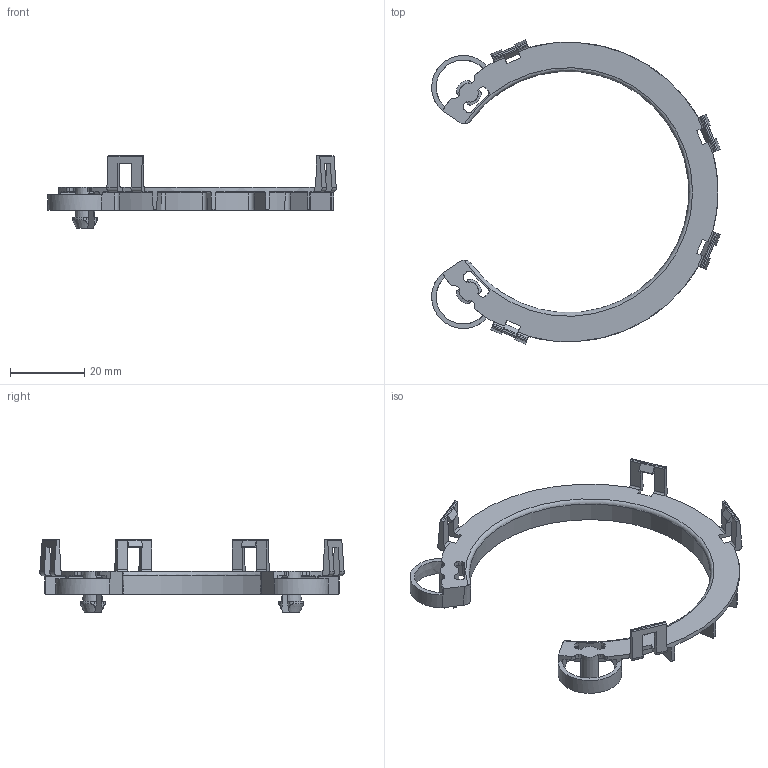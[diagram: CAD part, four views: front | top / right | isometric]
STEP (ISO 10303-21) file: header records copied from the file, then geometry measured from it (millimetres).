
FILE_DESCRIPTION(/* description */ (''),/* implementation_level */ '2;1');
FILE_NAME(/* name */ '100293.stp',/* time_stamp */ '2024-09-16T13:47:24+02:00',/* author */ (''),/* organization */ (''),/* preprocessor_version */ 'ST-DEVELOPER v18.102',/* originating_system */ 'SIEMENS PLM Software NX 2000',/* authorisation */ '');
FILE_SCHEMA (('AUTOMOTIVE_DESIGN { 1 0 10303 214 3 1 1 1 }'));
Length unit declared in the file: millimetre
Products named in the file (1): 100293
Bounding box: 77.55 x 81.75 x 19.5 mm (x, y, z)
Volume: 4101.6 mm3; surface area: 7546.1 mm2
Topology: 1 solids, 1 shells, 352 faces, 1022 edges, 660 vertices
Faces by surface type: plane 132, cylinder 101, cone 57, torus 56, bspline 6
Entity records: 12902 total; most frequent: CARTESIAN_POINT 3493, ORIENTED_EDGE 2044, DIRECTION 1994, EDGE_CURVE 1022, AXIS2_PLACEMENT_3D 765, VERTEX_POINT 660, LINE 464, VECTOR 464
